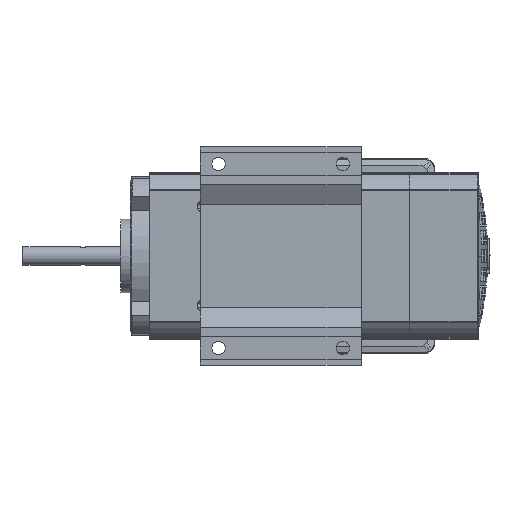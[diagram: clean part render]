
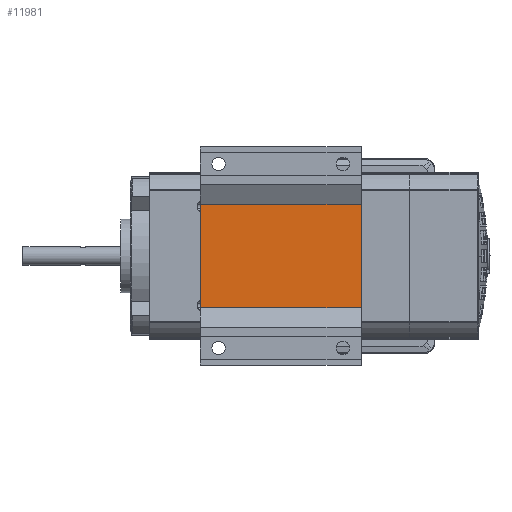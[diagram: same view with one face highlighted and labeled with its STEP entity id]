
A CAD part, front view. The second image highlights one B-rep face of the part: STEP entity #11981.
In plain terms, the highlighted planar face has unit normal (0, -1, 0).
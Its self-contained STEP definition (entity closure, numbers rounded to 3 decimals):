
#11981=ADVANCED_FACE('',(#19477),#19478,.F.);
#19477=FACE_OUTER_BOUND('',#31045,.T.);
#19478=PLANE('',#31046);
#31045=EDGE_LOOP('',(#37686,#37687,#37688,#37689));
#31046=AXIS2_PLACEMENT_3D('',#37690,#37691,#37692);
#37686=ORIENTED_EDGE('',*,*,#48020,.F.);
#37687=ORIENTED_EDGE('',*,*,#48021,.F.);
#37688=ORIENTED_EDGE('',*,*,#48022,.F.);
#37689=ORIENTED_EDGE('',*,*,#48023,.T.);
#37690=CARTESIAN_POINT('',(-60.125,-40.0,-0.875));
#37691=DIRECTION('',(0.0,1.0,0.0));
#37692=DIRECTION('',(0.,0.0,-1.0));
#48020=EDGE_CURVE('',#56039,#56040,#56041,.T.);
#48021=EDGE_CURVE('',#56042,#56039,#56043,.T.);
#48022=EDGE_CURVE('',#56044,#56042,#56045,.T.);
#48023=EDGE_CURVE('',#56044,#56040,#56046,.T.);
#56039=VERTEX_POINT('',#69917);
#56040=VERTEX_POINT('',#69918);
#56041=LINE('',#69919,#69920);
#56042=VERTEX_POINT('',#69921);
#56043=LINE('',#69922,#69923);
#56044=VERTEX_POINT('',#69924);
#56045=LINE('',#69925,#69926);
#56046=LINE('',#69927,#69928);
#69917=CARTESIAN_POINT('',(9.875,-40.0,21.625));
#69918=CARTESIAN_POINT('',(9.875,-40.,-23.375));
#69919=CARTESIAN_POINT('',(9.875,-40.0,-15.375));
#69920=VECTOR('',#89728,1.0);
#69921=CARTESIAN_POINT('',(-60.125,-40.0,21.625));
#69922=CARTESIAN_POINT('',(-60.125,-40.0,21.625));
#69923=VECTOR('',#89729,1.0);
#69924=CARTESIAN_POINT('',(-60.125,-40.,-23.375));
#69925=CARTESIAN_POINT('',(-60.125,-40.0,-0.873));
#69926=VECTOR('',#89730,1.0);
#69927=CARTESIAN_POINT('',(-60.125,-40.,-23.375));
#69928=VECTOR('',#89731,1.0);
#89728=DIRECTION('',(0.,0.0,-1.0));
#89729=DIRECTION('',(1.0,0.0,0.));
#89730=DIRECTION('',(0.,0.0,1.0));
#89731=DIRECTION('',(1.0,0.0,0.));
